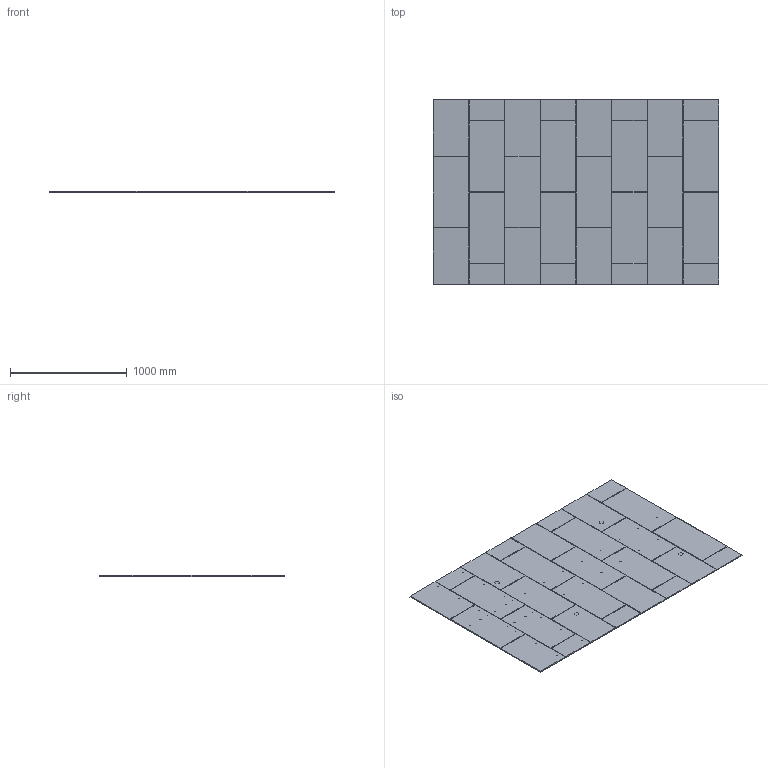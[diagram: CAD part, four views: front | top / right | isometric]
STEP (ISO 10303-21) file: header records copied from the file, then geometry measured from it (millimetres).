
FILE_DESCRIPTION (( 'STEP AP203' ), '1' );
FILE_NAME ('TSMK9662.STEP', '2022-09-07T12:23:43', ( '' ), ( '' ), 'SwSTEP 2.0', 'SolidWorks 2020', '' );
FILE_SCHEMA (( 'CONFIG_CONTROL_DESIGN' ));
Length unit declared in the file: inch
Products named in the file (1): TSMK9662
Bounding box: 2438.4 x 1574.8 x 9.53 mm (x, y, z)
Volume: 36503247.7 mm3; surface area: 7769418.2 mm2
Topology: 1 solids, 1 shells, 844 faces, 2107 edges, 1318 vertices
Faces by surface type: plane 318, cylinder 270, bspline 150, torus 88, sphere 10, cone 8
Entity records: 39233 total; most frequent: CARTESIAN_POINT 20795, ORIENTED_EDGE 4214, DIRECTION 3119, EDGE_CURVE 2107, VERTEX_POINT 1318, AXIS2_PLACEMENT_3D 1111, LINE 897, VECTOR 897
